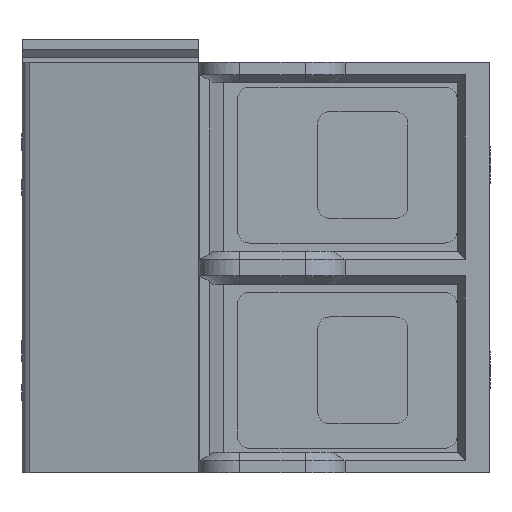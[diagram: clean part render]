
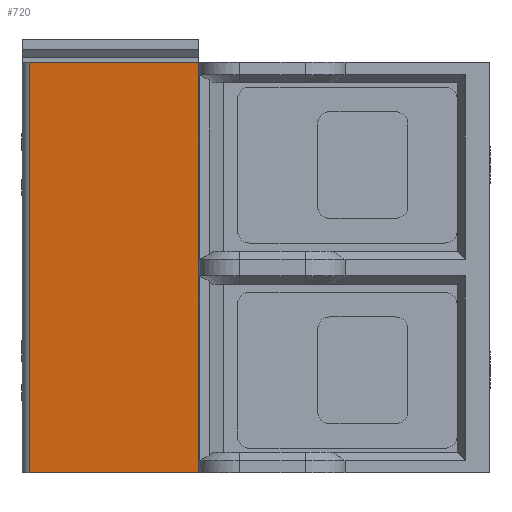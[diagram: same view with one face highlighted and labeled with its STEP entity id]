
A CAD part, left-side view. The second image highlights one B-rep face of the part: STEP entity #720.
In plain terms, the highlighted planar face has unit normal (-0.993, 0.122, 0).
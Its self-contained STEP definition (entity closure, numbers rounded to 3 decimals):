
#720=ADVANCED_FACE('',(#1518),#1519,.T.);
#1518=FACE_OUTER_BOUND('',#2377,.T.);
#1519=PLANE('',#2378);
#2377=EDGE_LOOP('',(#4563,#4564,#4565,#4566));
#2378=AXIS2_PLACEMENT_3D('',#4567,#4568,#4569);
#4563=ORIENTED_EDGE('',*,*,#5885,.T.);
#4564=ORIENTED_EDGE('',*,*,#5432,.F.);
#4565=ORIENTED_EDGE('',*,*,#5269,.T.);
#4566=ORIENTED_EDGE('',*,*,#6112,.T.);
#4567=CARTESIAN_POINT('',(38.338,27.641,19.168));
#4568=DIRECTION('',(-0.993,0.122,0.));
#4569=DIRECTION('',(0.,0.,-1.0));
#5269=EDGE_CURVE('',#6369,#6370,#6371,.T.);
#5432=EDGE_CURVE('',#6369,#6631,#6632,.T.);
#5885=EDGE_CURVE('',#7315,#6631,#7316,.T.);
#6112=EDGE_CURVE('',#6370,#7315,#7628,.T.);
#6369=VERTEX_POINT('',#8009);
#6370=VERTEX_POINT('',#8010);
#6371=LINE('',#8011,#8012);
#6631=VERTEX_POINT('',#8530);
#6632=LINE('',#8531,#8532);
#7315=VERTEX_POINT('',#9607);
#7316=LINE('',#9608,#9609);
#7628=LINE('',#10399,#10400);
#8009=CARTESIAN_POINT('',(38.838,31.71,26.833));
#8010=CARTESIAN_POINT('',(38.838,31.71,16.833));
#8011=CARTESIAN_POINT('',(38.838,31.71,18.375));
#8012=VECTOR('',#10777,1.0);
#8530=CARTESIAN_POINT('',(38.332,27.591,26.833));
#8531=CARTESIAN_POINT('',(38.24,26.842,26.833));
#8532=VECTOR('',#10940,1.0);
#9607=CARTESIAN_POINT('',(38.332,27.591,16.833));
#9608=CARTESIAN_POINT('',(38.332,27.591,23.39));
#9609=VECTOR('',#11510,1.0);
#10399=CARTESIAN_POINT('',(38.24,26.842,16.833));
#10400=VECTOR('',#11779,1.0);
#10777=DIRECTION('',(0.,0.,-1.0));
#10940=DIRECTION('',(-0.122,-0.993,0.));
#11510=DIRECTION('',(0.,0.,1.0));
#11779=DIRECTION('',(-0.122,-0.993,0.));
